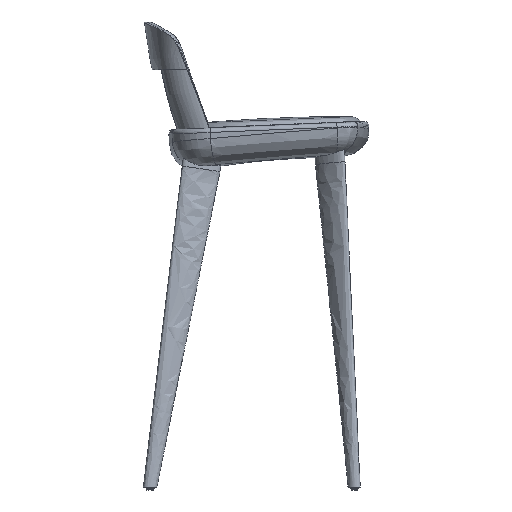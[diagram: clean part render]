
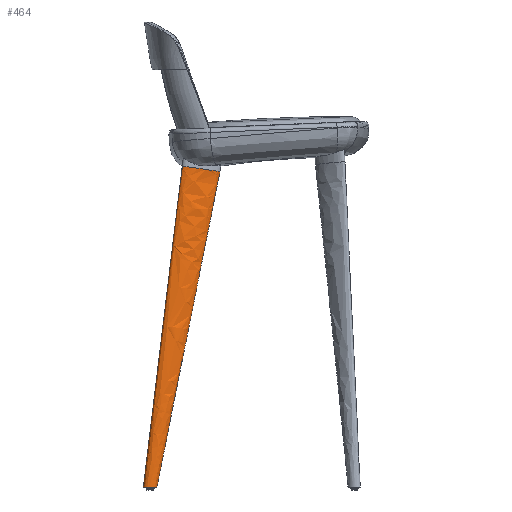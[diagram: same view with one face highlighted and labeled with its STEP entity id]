
A CAD part, left-side view. The second image highlights one B-rep face of the part: STEP entity #464.
In plain terms, the highlighted free-form (B-spline) face has degree [2, 1] with [9, 2] control points.
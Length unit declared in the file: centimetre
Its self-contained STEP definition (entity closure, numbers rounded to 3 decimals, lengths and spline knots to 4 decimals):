
#464=ADVANCED_FACE('',(#629),#2348,.T.);
#629=FACE_OUTER_BOUND('',#799,.T.);
#799=EDGE_LOOP('',(#1390,#1391,#1392,#1393));
#1390=ORIENTED_EDGE('',*,*,#1715,.F.);
#1391=ORIENTED_EDGE('',*,*,#1712,.F.);
#1392=ORIENTED_EDGE('',*,*,#1715,.T.);
#1393=ORIENTED_EDGE('',*,*,#1716,.F.);
#1712=EDGE_CURVE('',#2215,#2215,#2022,.T.);
#1715=EDGE_CURVE('',#2215,#2217,#2025,.T.);
#1716=EDGE_CURVE('',#2217,#2217,#1810,.T.);
#1810=B_SPLINE_CURVE_WITH_KNOTS('',3,(#19516,#19517,#19518,#19519,#19520,
#19521,#19522,#19523,#19524,#19525,#19526,#19527,#19528,#19529,#19530,#19531,
#19532,#19533,#19534,#19535,#19536,#19537,#19538,#19539,#19540,#19541,#19542,
#19543,#19544,#19545,#19546,#19547,#19548,#19549,#19550,#19551,#19552,#19553,
#19554,#19555,#19556,#19557,#19558,#19559,#19560,#19561,#19562,#19563,#19564,
#19565,#19566,#19567,#19568),.UNSPECIFIED.,.T.,.F.,(4,2,2,2,2,2,3,2,2,2,
2,2,3,2,2,2,2,2,3,2,2,2,2,2,4),(0.,2.5524,5.1011,7.6351,
10.167,15.1115,20.0562,25.0356,30.0128,
32.5642,35.1177,37.6883,40.2639,42.8392,
45.4095,47.9629,50.5141,55.4906,60.4693,
65.4148,70.3601,72.8923,75.4267,77.9757,
80.5285),.UNSPECIFIED.);
#2022=(
BOUNDED_CURVE()
B_SPLINE_CURVE(2,(#19494,#19495,#19496,#19497,#19498,#19499,#19500,#19501,
#19502),.UNSPECIFIED.,.T.,.F.)
B_SPLINE_CURVE_WITH_KNOTS((3,2,2,2,3),(-6.2832,-4.7124,
-3.1416,-1.5708,0.),.UNSPECIFIED.)
CURVE()
GEOMETRIC_REPRESENTATION_ITEM()
RATIONAL_B_SPLINE_CURVE((1.,0.707,1.,0.707,1.,0.707,
1.,0.707,1.))
REPRESENTATION_ITEM('')
);
#2025=(
BOUNDED_CURVE()
B_SPLINE_CURVE(1,(#19514,#19515),.UNSPECIFIED.,.F.,.F.)
B_SPLINE_CURVE_WITH_KNOTS((2,2),(0.,663.9093),.UNSPECIFIED.)
CURVE()
GEOMETRIC_REPRESENTATION_ITEM()
RATIONAL_B_SPLINE_CURVE((1.,1.))
REPRESENTATION_ITEM('')
);
#2215=VERTEX_POINT('',#19491);
#2217=VERTEX_POINT('',#19493);
#2348=(
BOUNDED_SURFACE()
B_SPLINE_SURFACE(2,1,((#19472,#19473),(#19474,#19475),(#19476,#19477),(#19478,
#19479),(#19480,#19481),(#19482,#19483),(#19484,#19485),(#19486,#19487),
(#19488,#19489)),.UNSPECIFIED.,.T.,.F.,.F.)
B_SPLINE_SURFACE_WITH_KNOTS((3,2,2,2,3),(2,2),(0.,1.5708,3.1416,
4.7124,6.2832),(0.,678.9102),.UNSPECIFIED.)
GEOMETRIC_REPRESENTATION_ITEM()
RATIONAL_B_SPLINE_SURFACE(((1.,1.),(0.707,0.707),
(1.,1.),(0.707,0.707),(1.,1.),(0.707,
0.707),(1.,1.),(0.707,0.707),(1.,1.)))
REPRESENTATION_ITEM('')
SURFACE()
);
#19472=CARTESIAN_POINT('',(-14.0964,32.8568,35.8636));
#19473=CARTESIAN_POINT('',(-16.6476,41.007,-31.4882));
#19474=CARTESIAN_POINT('',(-12.9071,33.2416,35.8651));
#19475=CARTESIAN_POINT('',(-15.601,41.3457,-31.4868));
#19476=CARTESIAN_POINT('',(-11.657,29.3807,35.282));
#19477=CARTESIAN_POINT('',(-15.1911,40.0798,-31.7152));
#19478=CARTESIAN_POINT('',(-10.4068,25.5197,34.6989));
#19479=CARTESIAN_POINT('',(-14.7812,38.814,-31.9436));
#19480=CARTESIAN_POINT('',(-11.5961,25.1348,34.6974));
#19481=CARTESIAN_POINT('',(-15.8278,38.4754,-31.9449));
#19482=CARTESIAN_POINT('',(-12.7854,24.75,34.6958));
#19483=CARTESIAN_POINT('',(-16.8743,38.1367,-31.9463));
#19484=CARTESIAN_POINT('',(-14.0355,28.611,35.2789));
#19485=CARTESIAN_POINT('',(-17.2842,39.4025,-31.7179));
#19486=CARTESIAN_POINT('',(-15.2857,32.472,35.862));
#19487=CARTESIAN_POINT('',(-17.6942,40.6683,-31.4895));
#19488=CARTESIAN_POINT('',(-14.0964,32.8568,35.8636));
#19489=CARTESIAN_POINT('',(-16.6476,41.007,-31.4882));
#19491=CARTESIAN_POINT('',(-14.0964,32.8568,35.8636));
#19493=CARTESIAN_POINT('',(-16.5912,40.8269,-30.));
#19494=CARTESIAN_POINT('',(-14.0964,32.8568,35.8636));
#19495=CARTESIAN_POINT('',(-15.2857,32.472,35.862));
#19496=CARTESIAN_POINT('',(-14.0355,28.611,35.2789));
#19497=CARTESIAN_POINT('',(-12.7854,24.75,34.6958));
#19498=CARTESIAN_POINT('',(-11.5961,25.1348,34.6974));
#19499=CARTESIAN_POINT('',(-10.4068,25.5197,34.6989));
#19500=CARTESIAN_POINT('',(-11.657,29.3807,35.282));
#19501=CARTESIAN_POINT('',(-12.9071,33.2416,35.8651));
#19502=CARTESIAN_POINT('',(-14.0964,32.8568,35.8636));
#19514=CARTESIAN_POINT('',(-14.0964,32.8568,35.8636));
#19515=CARTESIAN_POINT('',(-16.5912,40.8269,-30.));
#19516=CARTESIAN_POINT('',(-16.5912,40.8269,-30.));
#19517=CARTESIAN_POINT('',(-16.5103,40.8531,-30.));
#19518=CARTESIAN_POINT('',(-16.4265,40.867,-30.));
#19519=CARTESIAN_POINT('',(-16.2566,40.8706,-30.));
#19520=CARTESIAN_POINT('',(-16.1722,40.8604,-30.));
#19521=CARTESIAN_POINT('',(-16.0081,40.8194,-30.));
#19522=CARTESIAN_POINT('',(-15.9292,40.7888,-30.));
#19523=CARTESIAN_POINT('',(-15.7793,40.7119,-30.));
#19524=CARTESIAN_POINT('',(-15.7086,40.6655,-30.));
#19525=CARTESIAN_POINT('',(-15.5139,40.511,-30.));
#19526=CARTESIAN_POINT('',(-15.4033,40.3859,-30.));
#19527=CARTESIAN_POINT('',(-15.2224,40.1122,-30.));
#19528=CARTESIAN_POINT('',(-15.1512,39.9619,-30.));
#19529=CARTESIAN_POINT('',(-15.1006,39.8059,-30.));
#19530=CARTESIAN_POINT('',(-15.0497,39.6489,-30.));
#19531=CARTESIAN_POINT('',(-15.0193,39.4842,-30.));
#19532=CARTESIAN_POINT('',(-15.0046,39.1542,-30.));
#19533=CARTESIAN_POINT('',(-15.0204,38.9867,-30.));
#19534=CARTESIAN_POINT('',(-15.0859,38.7452,-30.));
#19535=CARTESIAN_POINT('',(-15.1154,38.6653,-30.));
#19536=CARTESIAN_POINT('',(-15.1904,38.513,-30.));
#19537=CARTESIAN_POINT('',(-15.2359,38.4408,-30.));
#19538=CARTESIAN_POINT('',(-15.3439,38.3089,-30.));
#19539=CARTESIAN_POINT('',(-15.4061,38.2499,-30.));
#19540=CARTESIAN_POINT('',(-15.5462,38.1511,-30.));
#19541=CARTESIAN_POINT('',(-15.6226,38.1125,-30.));
#19542=CARTESIAN_POINT('',(-15.7043,38.086,-30.));
#19543=CARTESIAN_POINT('',(-15.7859,38.0596,-30.));
#19544=CARTESIAN_POINT('',(-15.8705,38.0461,-30.));
#19545=CARTESIAN_POINT('',(-16.0418,38.044,-30.));
#19546=CARTESIAN_POINT('',(-16.1268,38.0553,-30.));
#19547=CARTESIAN_POINT('',(-16.2917,38.0989,-30.));
#19548=CARTESIAN_POINT('',(-16.3708,38.1307,-30.));
#19549=CARTESIAN_POINT('',(-16.5208,38.2101,-30.));
#19550=CARTESIAN_POINT('',(-16.5916,38.2577,-30.));
#19551=CARTESIAN_POINT('',(-16.7861,38.4149,-30.));
#19552=CARTESIAN_POINT('',(-16.897,38.5415,-30.));
#19553=CARTESIAN_POINT('',(-17.0784,38.8174,-30.));
#19554=CARTESIAN_POINT('',(-17.1502,38.9687,-30.));
#19555=CARTESIAN_POINT('',(-17.2009,39.1258,-30.));
#19556=CARTESIAN_POINT('',(-17.2514,39.2819,-30.));
#19557=CARTESIAN_POINT('',(-17.2817,39.4454,-30.));
#19558=CARTESIAN_POINT('',(-17.2955,39.7732,-30.));
#19559=CARTESIAN_POINT('',(-17.2791,39.9395,-30.));
#19560=CARTESIAN_POINT('',(-17.2119,40.1787,-30.));
#19561=CARTESIAN_POINT('',(-17.1817,40.2578,-30.));
#19562=CARTESIAN_POINT('',(-17.1054,40.408,-30.));
#19563=CARTESIAN_POINT('',(-17.0593,40.479,-30.));
#19564=CARTESIAN_POINT('',(-16.9504,40.6084,-30.));
#19565=CARTESIAN_POINT('',(-16.8879,40.6662,-30.));
#19566=CARTESIAN_POINT('',(-16.7482,40.7628,-30.));
#19567=CARTESIAN_POINT('',(-16.6721,40.8007,-30.));
#19568=CARTESIAN_POINT('',(-16.5912,40.8269,-30.));
